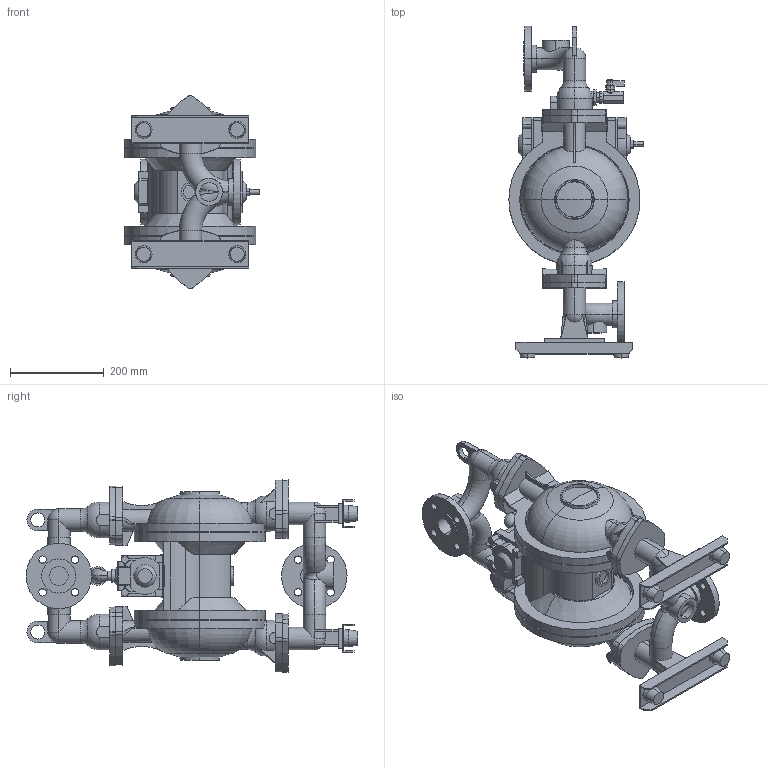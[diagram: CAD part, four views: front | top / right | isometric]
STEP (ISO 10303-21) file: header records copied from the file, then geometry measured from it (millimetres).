
FILE_DESCRIPTION (( 'STEP AP214' ), '1' );
FILE_NAME ('NDP-40BA_.STEP', '2009-04-21T00:48:01', ( ' ' ), ( ' ' ), 'SwSTEP 2.0', 'SolidWorks 2006303', '' );
FILE_SCHEMA (( 'AUTOMOTIVE_DESIGN' ));
Length unit declared in the file: millimetre
Products named in the file (1): NDP-40BA_
Bounding box: 286.75 x 709.2 x 411.46 mm (x, y, z)
Volume: 17731938.2 mm3; surface area: 1215854.8 mm2
Topology: 1 solids, 1 shells, 775 faces, 2063 edges, 1326 vertices
Faces by surface type: plane 391, cylinder 275, cone 46, sphere 31, torus 24, bspline 8
Entity records: 26819 total; most frequent: CARTESIAN_POINT 7216, DIRECTION 4208, ORIENTED_EDGE 4076, EDGE_CURVE 2038, AXIS2_PLACEMENT_3D 1556, VERTEX_POINT 1318, VECTOR 1096, LINE 1096
